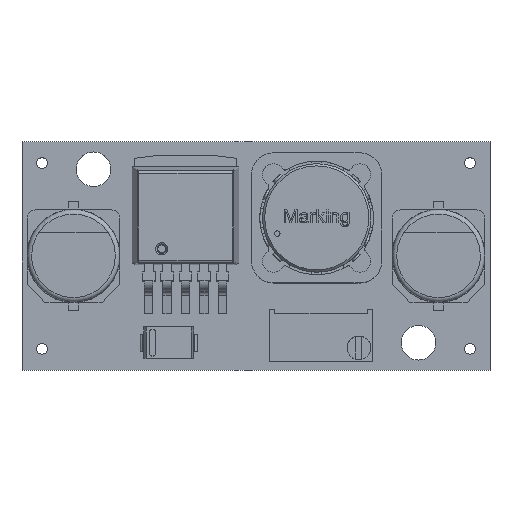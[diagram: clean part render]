
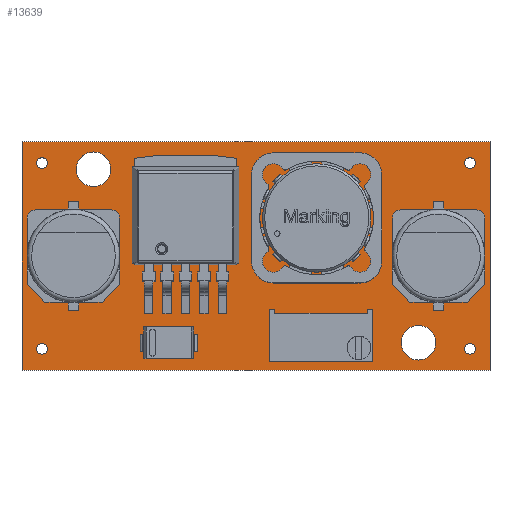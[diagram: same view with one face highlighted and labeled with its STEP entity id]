
A CAD part, top view. The second image highlights one B-rep face of the part: STEP entity #13639.
In plain terms, the highlighted planar face has unit normal (0, 0, 1).
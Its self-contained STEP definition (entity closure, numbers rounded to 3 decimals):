
#981=FACE_BOUND('',#2253,.T.);
#982=FACE_BOUND('',#2254,.T.);
#983=FACE_BOUND('',#2255,.T.);
#984=FACE_BOUND('',#2256,.T.);
#985=FACE_BOUND('',#2257,.T.);
#986=FACE_BOUND('',#2258,.T.);
#1035=PLANE('',#14583);
#1466=FACE_OUTER_BOUND('',#2252,.T.);
#2252=EDGE_LOOP('',(#9427,#9428,#9429,#9430));
#2253=EDGE_LOOP('',(#9431));
#2254=EDGE_LOOP('',(#9432));
#2255=EDGE_LOOP('',(#9433));
#2256=EDGE_LOOP('',(#9434));
#2257=EDGE_LOOP('',(#9435));
#2258=EDGE_LOOP('',(#9436));
#3086=LINE('',#19178,#4396);
#3089=LINE('',#19184,#4399);
#3092=LINE('',#19190,#4402);
#3095=LINE('',#19194,#4405);
#4396=VECTOR('',#15697,10.);
#4399=VECTOR('',#15702,10.);
#4402=VECTOR('',#15707,10.);
#4405=VECTOR('',#15712,10.);
#5699=CIRCLE('',#14563,1.6);
#5701=CIRCLE('',#14566,0.5);
#5703=CIRCLE('',#14569,0.5);
#5705=CIRCLE('',#14572,0.5);
#5707=CIRCLE('',#14575,0.5);
#5709=CIRCLE('',#14578,1.6);
#6064=VERTEX_POINT('',#19138);
#6066=VERTEX_POINT('',#19144);
#6068=VERTEX_POINT('',#19150);
#6070=VERTEX_POINT('',#19156);
#6072=VERTEX_POINT('',#19162);
#6074=VERTEX_POINT('',#19168);
#6077=VERTEX_POINT('',#19175);
#6078=VERTEX_POINT('',#19177);
#6080=VERTEX_POINT('',#19183);
#6082=VERTEX_POINT('',#19189);
#7369=EDGE_CURVE('',#6064,#6064,#5699,.T.);
#7372=EDGE_CURVE('',#6066,#6066,#5701,.T.);
#7375=EDGE_CURVE('',#6068,#6068,#5703,.T.);
#7378=EDGE_CURVE('',#6070,#6070,#5705,.T.);
#7381=EDGE_CURVE('',#6072,#6072,#5707,.T.);
#7384=EDGE_CURVE('',#6074,#6074,#5709,.T.);
#7387=EDGE_CURVE('',#6078,#6077,#3086,.T.);
#7390=EDGE_CURVE('',#6080,#6078,#3089,.T.);
#7393=EDGE_CURVE('',#6082,#6080,#3092,.T.);
#7396=EDGE_CURVE('',#6077,#6082,#3095,.T.);
#9427=ORIENTED_EDGE('',*,*,#7396,.T.);
#9428=ORIENTED_EDGE('',*,*,#7393,.T.);
#9429=ORIENTED_EDGE('',*,*,#7390,.T.);
#9430=ORIENTED_EDGE('',*,*,#7387,.T.);
#9431=ORIENTED_EDGE('',*,*,#7369,.T.);
#9432=ORIENTED_EDGE('',*,*,#7372,.T.);
#9433=ORIENTED_EDGE('',*,*,#7375,.T.);
#9434=ORIENTED_EDGE('',*,*,#7378,.T.);
#9435=ORIENTED_EDGE('',*,*,#7381,.T.);
#9436=ORIENTED_EDGE('',*,*,#7384,.T.);
#13639=ADVANCED_FACE('',(#1466,#981,#982,#983,#984,#985,#986),#1035,.T.);
#14563=AXIS2_PLACEMENT_3D('',#19140,#15656,#15657);
#14566=AXIS2_PLACEMENT_3D('',#19146,#15663,#15664);
#14569=AXIS2_PLACEMENT_3D('',#19152,#15670,#15671);
#14572=AXIS2_PLACEMENT_3D('',#19158,#15677,#15678);
#14575=AXIS2_PLACEMENT_3D('',#19164,#15684,#15685);
#14578=AXIS2_PLACEMENT_3D('',#19170,#15691,#15692);
#14583=AXIS2_PLACEMENT_3D('',#19195,#15713,#15714);
#15656=DIRECTION('center_axis',(0.,0.,-1.));
#15657=DIRECTION('ref_axis',(1.,0.,0.));
#15663=DIRECTION('center_axis',(0.,0.,-1.));
#15664=DIRECTION('ref_axis',(1.,0.,0.));
#15670=DIRECTION('center_axis',(0.,0.,-1.));
#15671=DIRECTION('ref_axis',(1.,0.,0.));
#15677=DIRECTION('center_axis',(0.,0.,-1.));
#15678=DIRECTION('ref_axis',(1.,0.,0.));
#15684=DIRECTION('center_axis',(0.,0.,-1.));
#15685=DIRECTION('ref_axis',(1.,0.,0.));
#15691=DIRECTION('center_axis',(0.,0.,-1.));
#15692=DIRECTION('ref_axis',(1.,0.,0.));
#15697=DIRECTION('',(0.,1.,0.));
#15702=DIRECTION('',(1.,0.,0.));
#15707=DIRECTION('',(0.,-1.,0.));
#15712=DIRECTION('',(-1.,0.,0.));
#15713=DIRECTION('center_axis',(0.,0.,1.));
#15714=DIRECTION('ref_axis',(0.,-1.,0.));
#19138=CARTESIAN_POINT('',(-16.586,8.782,1.198));
#19140=CARTESIAN_POINT('Origin',(-14.986,8.782,1.198));
#19144=CARTESIAN_POINT('',(-20.249,9.354,1.198));
#19146=CARTESIAN_POINT('Origin',(-19.749,9.354,1.198));
#19150=CARTESIAN_POINT('',(19.249,-7.791,1.198));
#19152=CARTESIAN_POINT('Origin',(19.749,-7.791,1.198));
#19156=CARTESIAN_POINT('',(-20.249,-7.791,1.198));
#19158=CARTESIAN_POINT('Origin',(-19.749,-7.791,1.198));
#19162=CARTESIAN_POINT('',(19.249,9.354,1.198));
#19164=CARTESIAN_POINT('Origin',(19.749,9.354,1.198));
#19168=CARTESIAN_POINT('',(13.386,-7.22,1.198));
#19170=CARTESIAN_POINT('Origin',(14.986,-7.22,1.198));
#19175=CARTESIAN_POINT('',(21.59,11.322,1.198));
#19177=CARTESIAN_POINT('',(21.59,-9.76,1.198));
#19178=CARTESIAN_POINT('',(21.59,11.322,1.198));
#19183=CARTESIAN_POINT('',(-21.59,-9.76,1.198));
#19184=CARTESIAN_POINT('',(21.59,-9.76,1.198));
#19189=CARTESIAN_POINT('',(-21.59,11.322,1.198));
#19190=CARTESIAN_POINT('',(-21.59,-9.76,1.198));
#19194=CARTESIAN_POINT('',(-21.59,11.322,1.198));
#19195=CARTESIAN_POINT('Origin',(0.,0.781,1.198));
